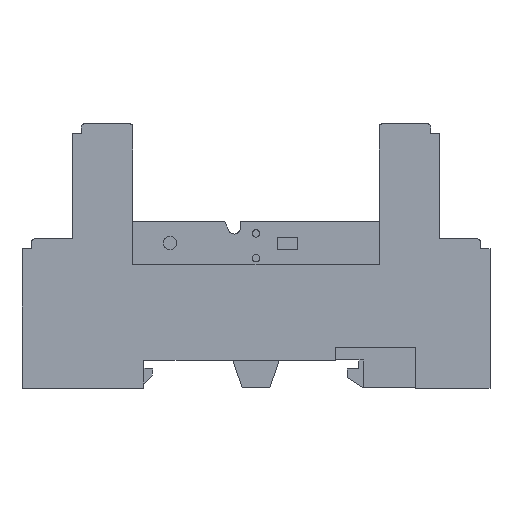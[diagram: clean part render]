
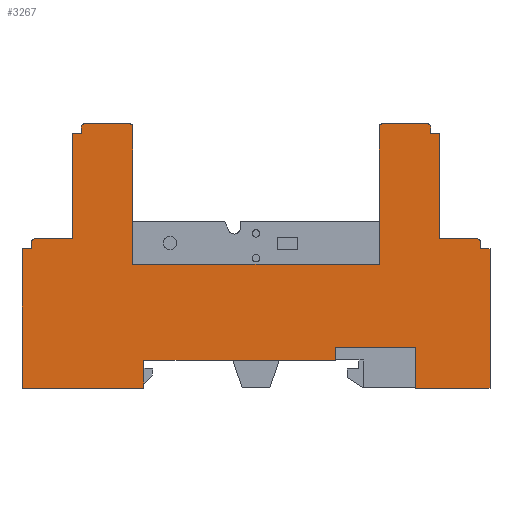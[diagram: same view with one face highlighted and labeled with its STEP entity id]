
A CAD part, left-side view. The second image highlights one B-rep face of the part: STEP entity #3267.
In plain terms, the highlighted planar face has unit normal (-1, 0, 0).
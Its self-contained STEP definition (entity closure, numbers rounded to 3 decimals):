
#79=CIRCLE('',#5063,0.5);
#111=CIRCLE('',#5191,0.5);
#113=CIRCLE('',#5195,0.5);
#115=CIRCLE('',#5202,0.5);
#117=CIRCLE('',#5213,0.5);
#119=CIRCLE('',#5218,0.5);
#395=FACE_OUTER_BOUND('',#680,.T.);
#680=EDGE_LOOP('',(#2696,#2697,#2698,#2699,#2700,#2701,#2702,#2703,#2704,
#2705,#2706,#2707,#2708,#2709,#2710,#2711,#2712,#2713,#2714,#2715,#2716,
#2717,#2718,#2719,#2720,#2721,#2722,#2723,#2724,#2725,#2726,#2727));
#890=VERTEX_POINT('',#7259);
#891=VERTEX_POINT('',#7261);
#896=VERTEX_POINT('',#7274);
#919=VERTEX_POINT('',#7342);
#920=VERTEX_POINT('',#7344);
#923=VERTEX_POINT('',#7354);
#934=VERTEX_POINT('',#7389);
#935=VERTEX_POINT('',#7391);
#938=VERTEX_POINT('',#7401);
#952=VERTEX_POINT('',#7448);
#953=VERTEX_POINT('',#7450);
#963=VERTEX_POINT('',#7483);
#977=VERTEX_POINT('',#7523);
#978=VERTEX_POINT('',#7525);
#981=VERTEX_POINT('',#7540);
#1034=VERTEX_POINT('',#7708);
#1035=VERTEX_POINT('',#7710);
#1044=VERTEX_POINT('',#7730);
#1045=VERTEX_POINT('',#7734);
#1048=VERTEX_POINT('',#7742);
#1050=VERTEX_POINT('',#7748);
#1052=VERTEX_POINT('',#7754);
#1057=VERTEX_POINT('',#7773);
#1059=VERTEX_POINT('',#7779);
#1061=VERTEX_POINT('',#7788);
#1063=VERTEX_POINT('',#7794);
#1065=VERTEX_POINT('',#7800);
#1067=VERTEX_POINT('',#7806);
#1068=VERTEX_POINT('',#7816);
#1071=VERTEX_POINT('',#7824);
#1072=VERTEX_POINT('',#7831);
#1075=VERTEX_POINT('',#7839);
#1359=EDGE_CURVE('',#891,#890,#3906,.T.);
#1367=EDGE_CURVE('',#890,#896,#79,.T.);
#1393=EDGE_CURVE('',#920,#919,#3923,.T.);
#1398=EDGE_CURVE('',#923,#920,#3928,.T.);
#1417=EDGE_CURVE('',#935,#934,#3947,.T.);
#1422=EDGE_CURVE('',#938,#935,#3952,.T.);
#1447=EDGE_CURVE('',#953,#952,#3977,.T.);
#1465=EDGE_CURVE('',#952,#963,#3995,.T.);
#1485=EDGE_CURVE('',#978,#977,#4015,.T.);
#1494=EDGE_CURVE('',#977,#981,#4024,.T.);
#1570=EDGE_CURVE('',#1035,#1034,#4086,.T.);
#1580=EDGE_CURVE('',#1044,#891,#4096,.T.);
#1582=EDGE_CURVE('',#1045,#1044,#4098,.T.);
#1586=EDGE_CURVE('',#1048,#1045,#111,.T.);
#1589=EDGE_CURVE('',#1050,#1048,#4103,.T.);
#1592=EDGE_CURVE('',#1052,#1050,#113,.T.);
#1596=EDGE_CURVE('',#919,#1052,#4108,.T.);
#1602=EDGE_CURVE('',#1057,#923,#4114,.T.);
#1605=EDGE_CURVE('',#1059,#1057,#115,.T.);
#1608=EDGE_CURVE('',#981,#1059,#4118,.T.);
#1610=EDGE_CURVE('',#1061,#978,#4120,.T.);
#1613=EDGE_CURVE('',#1063,#1061,#4123,.T.);
#1616=EDGE_CURVE('',#1065,#1063,#4126,.T.);
#1619=EDGE_CURVE('',#1067,#1065,#4129,.T.);
#1622=EDGE_CURVE('',#1034,#1067,#4132,.T.);
#1624=EDGE_CURVE('',#963,#1035,#4134,.T.);
#1625=EDGE_CURVE('',#1068,#953,#4135,.T.);
#1629=EDGE_CURVE('',#1071,#1068,#117,.T.);
#1632=EDGE_CURVE('',#934,#1071,#4140,.T.);
#1633=EDGE_CURVE('',#1072,#938,#4141,.T.);
#1637=EDGE_CURVE('',#1075,#1072,#119,.T.);
#1641=EDGE_CURVE('',#896,#1075,#4147,.T.);
#2696=ORIENTED_EDGE('',*,*,#1359,.T.);
#2697=ORIENTED_EDGE('',*,*,#1367,.T.);
#2698=ORIENTED_EDGE('',*,*,#1641,.T.);
#2699=ORIENTED_EDGE('',*,*,#1637,.T.);
#2700=ORIENTED_EDGE('',*,*,#1633,.T.);
#2701=ORIENTED_EDGE('',*,*,#1422,.T.);
#2702=ORIENTED_EDGE('',*,*,#1417,.T.);
#2703=ORIENTED_EDGE('',*,*,#1632,.T.);
#2704=ORIENTED_EDGE('',*,*,#1629,.T.);
#2705=ORIENTED_EDGE('',*,*,#1625,.T.);
#2706=ORIENTED_EDGE('',*,*,#1447,.T.);
#2707=ORIENTED_EDGE('',*,*,#1465,.T.);
#2708=ORIENTED_EDGE('',*,*,#1624,.T.);
#2709=ORIENTED_EDGE('',*,*,#1570,.T.);
#2710=ORIENTED_EDGE('',*,*,#1622,.T.);
#2711=ORIENTED_EDGE('',*,*,#1619,.T.);
#2712=ORIENTED_EDGE('',*,*,#1616,.T.);
#2713=ORIENTED_EDGE('',*,*,#1613,.T.);
#2714=ORIENTED_EDGE('',*,*,#1610,.T.);
#2715=ORIENTED_EDGE('',*,*,#1485,.T.);
#2716=ORIENTED_EDGE('',*,*,#1494,.T.);
#2717=ORIENTED_EDGE('',*,*,#1608,.T.);
#2718=ORIENTED_EDGE('',*,*,#1605,.T.);
#2719=ORIENTED_EDGE('',*,*,#1602,.T.);
#2720=ORIENTED_EDGE('',*,*,#1398,.T.);
#2721=ORIENTED_EDGE('',*,*,#1393,.T.);
#2722=ORIENTED_EDGE('',*,*,#1596,.T.);
#2723=ORIENTED_EDGE('',*,*,#1592,.T.);
#2724=ORIENTED_EDGE('',*,*,#1589,.T.);
#2725=ORIENTED_EDGE('',*,*,#1586,.T.);
#2726=ORIENTED_EDGE('',*,*,#1582,.T.);
#2727=ORIENTED_EDGE('',*,*,#1580,.T.);
#3031=PLANE('',#5222);
#3267=ADVANCED_FACE('',(#395),#3031,.T.);
#3906=LINE('',#7262,#4569);
#3923=LINE('',#7345,#4586);
#3928=LINE('',#7355,#4591);
#3947=LINE('',#7392,#4610);
#3952=LINE('',#7402,#4615);
#3977=LINE('',#7451,#4640);
#3995=LINE('',#7485,#4658);
#4015=LINE('',#7526,#4678);
#4024=LINE('',#7542,#4687);
#4086=LINE('',#7711,#4749);
#4096=LINE('',#7731,#4759);
#4098=LINE('',#7735,#4761);
#4103=LINE('',#7749,#4766);
#4108=LINE('',#7761,#4771);
#4114=LINE('',#7774,#4777);
#4118=LINE('',#7784,#4781);
#4120=LINE('',#7789,#4783);
#4123=LINE('',#7795,#4786);
#4126=LINE('',#7801,#4789);
#4129=LINE('',#7807,#4792);
#4132=LINE('',#7811,#4795);
#4134=LINE('',#7814,#4797);
#4135=LINE('',#7817,#4798);
#4140=LINE('',#7829,#4803);
#4141=LINE('',#7832,#4804);
#4147=LINE('',#7846,#4810);
#4569=VECTOR('',#5775,1.);
#4586=VECTOR('',#5866,1.);
#4591=VECTOR('',#5875,1.);
#4610=VECTOR('',#5906,1.);
#4615=VECTOR('',#5915,1.);
#4640=VECTOR('',#5958,1.);
#4658=VECTOR('',#5988,1.);
#4678=VECTOR('',#6020,1.);
#4687=VECTOR('',#6037,1.);
#4749=VECTOR('',#6205,1.);
#4759=VECTOR('',#6217,1.);
#4761=VECTOR('',#6221,1.);
#4766=VECTOR('',#6234,1.);
#4771=VECTOR('',#6247,1.);
#4777=VECTOR('',#6259,1.);
#4781=VECTOR('',#6271,1.);
#4783=VECTOR('',#6275,1.);
#4786=VECTOR('',#6280,1.);
#4789=VECTOR('',#6285,1.);
#4792=VECTOR('',#6290,1.);
#4795=VECTOR('',#6295,1.);
#4797=VECTOR('',#6299,1.);
#4798=VECTOR('',#6302,1.);
#4803=VECTOR('',#6315,1.);
#4804=VECTOR('',#6318,1.);
#4810=VECTOR('',#6332,1.);
#5063=AXIS2_PLACEMENT_3D('',#7276,#5785,#5786);
#5191=AXIS2_PLACEMENT_3D('',#7743,#6228,#6229);
#5195=AXIS2_PLACEMENT_3D('',#7755,#6240,#6241);
#5202=AXIS2_PLACEMENT_3D('',#7780,#6265,#6266);
#5213=AXIS2_PLACEMENT_3D('',#7825,#6309,#6310);
#5218=AXIS2_PLACEMENT_3D('',#7840,#6325,#6326);
#5222=AXIS2_PLACEMENT_3D('',#7849,#6337,#6338);
#5775=DIRECTION('',(0.,0.,1.));
#5785=DIRECTION('center_axis',(-1.,0.,0.));
#5786=DIRECTION('ref_axis',(0.,-1.,0.));
#5866=DIRECTION('',(0.,1.,0.));
#5875=DIRECTION('',(0.,0.,1.));
#5906=DIRECTION('',(0.,0.,-1.));
#5915=DIRECTION('',(0.,1.,0.));
#5958=DIRECTION('',(0.,1.,0.));
#5988=DIRECTION('',(0.,0.,-1.));
#6020=DIRECTION('',(0.,0.,1.));
#6037=DIRECTION('',(0.,1.,0.));
#6205=DIRECTION('',(0.,0.,1.));
#6217=DIRECTION('',(0.,1.,0.));
#6221=DIRECTION('',(0.,0.,-1.));
#6228=DIRECTION('center_axis',(-1.,0.,0.));
#6229=DIRECTION('ref_axis',(0.,0.,1.));
#6234=DIRECTION('',(0.,1.,0.));
#6240=DIRECTION('center_axis',(-1.,0.,0.));
#6241=DIRECTION('ref_axis',(0.,-1.,0.));
#6247=DIRECTION('',(0.,0.,1.));
#6259=DIRECTION('',(0.,1.,0.));
#6265=DIRECTION('center_axis',(-1.,0.,0.));
#6266=DIRECTION('ref_axis',(0.,-1.,0.));
#6271=DIRECTION('',(0.,0.,1.));
#6275=DIRECTION('',(0.,-1.,0.));
#6280=DIRECTION('',(0.,0.,-1.));
#6285=DIRECTION('',(0.,-1.,0.));
#6290=DIRECTION('',(0.,0.,1.));
#6295=DIRECTION('',(0.,-1.,0.));
#6299=DIRECTION('',(0.,-1.,0.));
#6302=DIRECTION('',(0.,0.,-1.));
#6309=DIRECTION('center_axis',(-1.,0.,0.));
#6310=DIRECTION('ref_axis',(0.,0.,
1.));
#6315=DIRECTION('',(0.,1.,0.));
#6318=DIRECTION('',(0.,0.,-1.));
#6325=DIRECTION('center_axis',(-1.,0.,0.));
#6326=DIRECTION('ref_axis',(0.,0.,1.));
#6332=DIRECTION('',(0.,1.,0.));
#6337=DIRECTION('center_axis',(-1.,0.,0.));
#6338=DIRECTION('ref_axis',(0.,0.,1.));
#7259=CARTESIAN_POINT('',(0.,19.9,42.2));
#7261=CARTESIAN_POINT('',(0.,19.9,20.));
#7262=CARTESIAN_POINT('',(0.,19.9,20.));
#7274=CARTESIAN_POINT('',(0.,20.4,42.7));
#7276=CARTESIAN_POINT('Origin',(0.,20.4,42.2));
#7342=CARTESIAN_POINT('',(0.,-28.2,41.1));
#7344=CARTESIAN_POINT('',(0.,-29.7,41.1));
#7345=CARTESIAN_POINT('',(0.,-29.7,41.1));
#7354=CARTESIAN_POINT('',(0.,-29.7,24.1));
#7355=CARTESIAN_POINT('',(0.,-29.7,24.1));
#7389=CARTESIAN_POINT('',(0.,29.7,24.1));
#7391=CARTESIAN_POINT('',(0.,29.7,41.1));
#7392=CARTESIAN_POINT('',(0.,29.7,41.1));
#7401=CARTESIAN_POINT('',(0.,28.2,41.1));
#7402=CARTESIAN_POINT('',(0.,28.2,41.1));
#7448=CARTESIAN_POINT('',(0.,37.8,22.5));
#7450=CARTESIAN_POINT('',(0.,36.3,22.5));
#7451=CARTESIAN_POINT('',(0.,36.3,22.5));
#7483=CARTESIAN_POINT('',(0.,37.8,0.));
#7485=CARTESIAN_POINT('',(0.,37.8,22.5));
#7523=CARTESIAN_POINT('',(0.,-37.8,22.5));
#7525=CARTESIAN_POINT('',(0.,-37.8,0.));
#7526=CARTESIAN_POINT('',(0.,-37.8,0.));
#7540=CARTESIAN_POINT('',(0.,-36.3,22.5));
#7542=CARTESIAN_POINT('',(0.,-37.8,22.5));
#7708=CARTESIAN_POINT('',(0.,18.1,4.5));
#7710=CARTESIAN_POINT('',(0.,18.1,0.));
#7711=CARTESIAN_POINT('',(0.,18.1,0.));
#7730=CARTESIAN_POINT('',(0.,-19.9,20.));
#7731=CARTESIAN_POINT('',(0.,-19.9,20.));
#7734=CARTESIAN_POINT('',(0.,-19.9,42.2));
#7735=CARTESIAN_POINT('',(0.,-19.9,42.2));
#7742=CARTESIAN_POINT('',(0.,-20.4,42.7));
#7743=CARTESIAN_POINT('Origin',(0.,-20.4,42.2));
#7748=CARTESIAN_POINT('',(0.,-27.7,42.7));
#7749=CARTESIAN_POINT('',(0.,-27.7,42.7));
#7754=CARTESIAN_POINT('',(0.,-28.2,42.2));
#7755=CARTESIAN_POINT('Origin',(0.,-27.7,42.2));
#7761=CARTESIAN_POINT('',(0.,-28.2,41.1));
#7773=CARTESIAN_POINT('',(0.,-35.8,24.1));
#7774=CARTESIAN_POINT('',(0.,-35.8,24.1));
#7779=CARTESIAN_POINT('',(0.,-36.3,23.6));
#7780=CARTESIAN_POINT('Origin',(0.,-35.8,23.6));
#7784=CARTESIAN_POINT('',(0.,-36.3,22.5));
#7788=CARTESIAN_POINT('',(0.,-25.8,0.));
#7789=CARTESIAN_POINT('',(0.,-25.8,0.));
#7794=CARTESIAN_POINT('',(0.,-25.8,6.5));
#7795=CARTESIAN_POINT('',(0.,-25.8,6.5));
#7800=CARTESIAN_POINT('',(0.,-12.8,6.5));
#7801=CARTESIAN_POINT('',(0.,-12.8,6.5));
#7806=CARTESIAN_POINT('',(0.,-12.8,4.5));
#7807=CARTESIAN_POINT('',(0.,-12.8,4.5));
#7811=CARTESIAN_POINT('',(0.,18.1,4.5));
#7814=CARTESIAN_POINT('',(0.,37.8,0.));
#7816=CARTESIAN_POINT('',(0.,36.3,23.6));
#7817=CARTESIAN_POINT('',(0.,36.3,23.6));
#7824=CARTESIAN_POINT('',(0.,35.8,24.1));
#7825=CARTESIAN_POINT('Origin',(0.,35.8,23.6));
#7829=CARTESIAN_POINT('',(0.,29.7,24.1));
#7831=CARTESIAN_POINT('',(0.,28.2,42.2));
#7832=CARTESIAN_POINT('',(0.,28.2,42.2));
#7839=CARTESIAN_POINT('',(0.,27.7,42.7));
#7840=CARTESIAN_POINT('Origin',(0.,27.7,42.2));
#7846=CARTESIAN_POINT('',(0.,20.4,42.7));
#7849=CARTESIAN_POINT('Origin',(0.,-0.381,
18.654));
